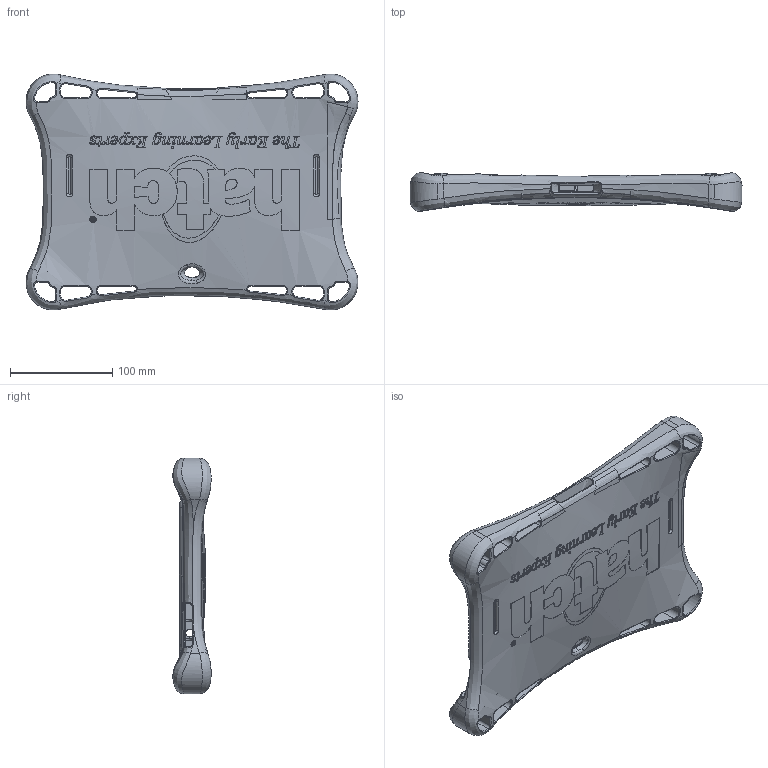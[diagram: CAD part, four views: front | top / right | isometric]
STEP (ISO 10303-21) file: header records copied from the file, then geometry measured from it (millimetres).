
FILE_DESCRIPTION (( 'STEP AP203' ), '1' );
FILE_NAME ('ASUS Case STEP AP203 Filled Cells.STEP', '2012-12-05T21:48:18', ( '' ), ( '' ), 'SwSTEP 2.0', 'SolidWorks 2010', '' );
FILE_SCHEMA (( 'CONFIG_CONTROL_DESIGN' ));
Products named in the file (1): ASUS Case STEP AP203 Filled Cells
Bounding box: 324.74 x 37.39 x 230.75 mm (x, y, z)
Surface area: 322565.1 mm2 (no closed solid volume)
Topology: 0 solids, 28 shells, 3904 faces, 11019 edges, 7202 vertices
Faces by surface type: bspline 2344, plane 1380, cylinder 178, cone 2
Entity records: 288302 total; most frequent: CARTESIAN_POINT 209203, ORIENTED_EDGE 22014, EDGE_CURVE 11013, B_SPLINE_CURVE_WITH_KNOTS 7458, VERTEX_POINT 7202, DIRECTION 6826, EDGE_LOOP 4262, FACE_OUTER_BOUND 3904
